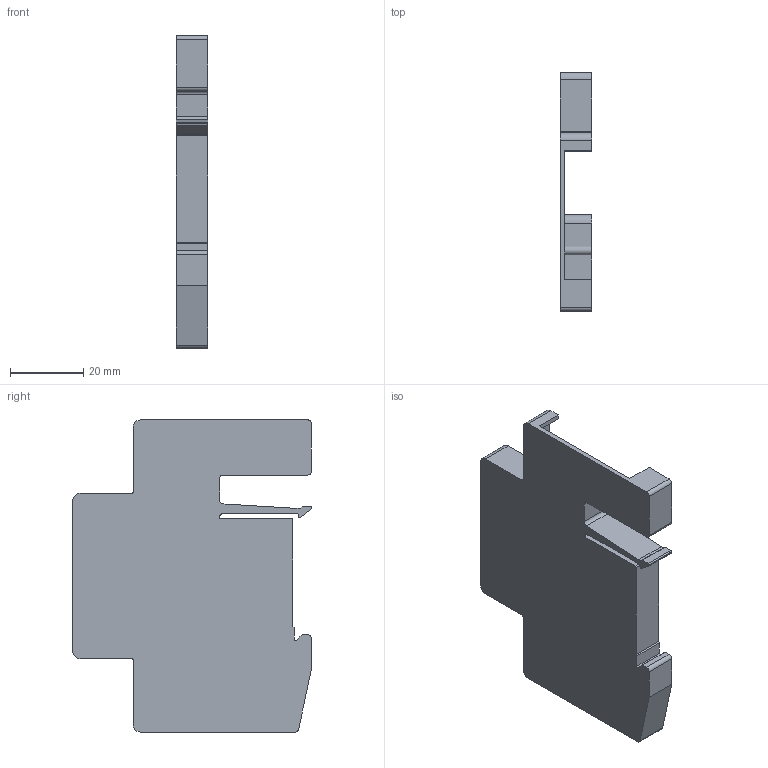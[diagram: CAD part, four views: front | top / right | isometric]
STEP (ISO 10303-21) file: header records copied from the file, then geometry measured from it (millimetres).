
FILE_DESCRIPTION((''),'2;1');
FILE_NAME('ASM4583_ASM','2021-08-12T',('marketing.praksa'),('Audax d.o.o.'),'CREO PARAMETRIC BY PTC INC, 2017480','CREO PARAMETRIC BY PTC INC, 2017480','');
FILE_SCHEMA(('AUTOMOTIVE_DESIGN { 1 0 10303 214 1 1 1 1 }'));
Length unit declared in the file: millimetre
Products named in the file (3): ABSTANDHALTER_INSTALLSCH_TZE__1; PRT4581; ASM4583_ASM
Assembly tree (2 placements, depth 2):
  ASM4583_ASM
    ABSTANDHALTER_INSTALLSCH_TZE__1
    PRT4581
Bounding box: 8.7 x 65 x 85 mm (x, y, z)
Volume: 9035.4 mm3; surface area: 13924.5 mm2
Topology: 4 solids, 4 shells, 219 faces, 628 edges, 420 vertices
Faces by surface type: plane 121, cylinder 98
Entity records: 11015 total; most frequent: CARTESIAN_POINT 1279, DIRECTION 1276, ORIENTED_EDGE 1256, PRESENTATION_STYLE_ASSIGNMENT 851, STYLED_ITEM 851, CURVE_STYLE 628, EDGE_CURVE 628, VECTOR 428
